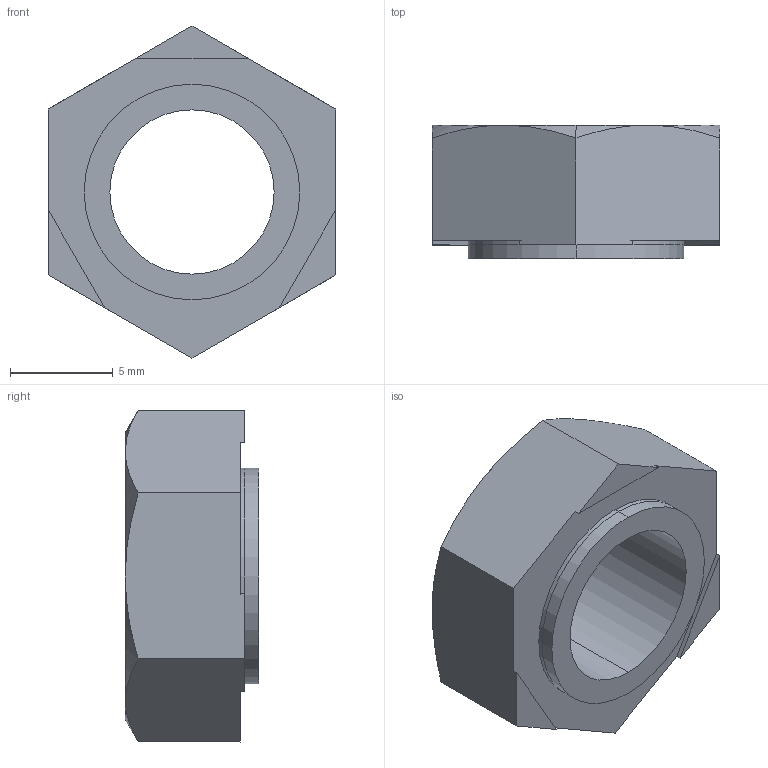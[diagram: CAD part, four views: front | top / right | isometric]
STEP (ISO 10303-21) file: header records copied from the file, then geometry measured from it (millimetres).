
FILE_DESCRIPTION (( 'STEP AP203' ), '1' );
FILE_NAME ('WELDNUT-M8_REV_A.step', '2025-08-17T04:00:07', ( '' ), ( '' ), 'SwSTEP 2.0', 'SolidWorks 2024', '' );
FILE_SCHEMA (( 'CONFIG_CONTROL_DESIGN' ));
Length unit declared in the file: millimetre
Products named in the file (1): WELDNUT-M8_REV_A
Bounding box: 14 x 6.5 x 16.17 mm (x, y, z)
Volume: 701.7 mm3; surface area: 703.6 mm2
Topology: 1 solids, 1 shells, 28 faces, 66 edges, 41 vertices
Faces by surface type: plane 15, cone 7, cylinder 6
Entity records: 924 total; most frequent: CARTESIAN_POINT 208, ORIENTED_EDGE 132, DIRECTION 129, EDGE_CURVE 66, AXIS2_PLACEMENT_3D 46, VERTEX_POINT 41, VECTOR 37, LINE 37
